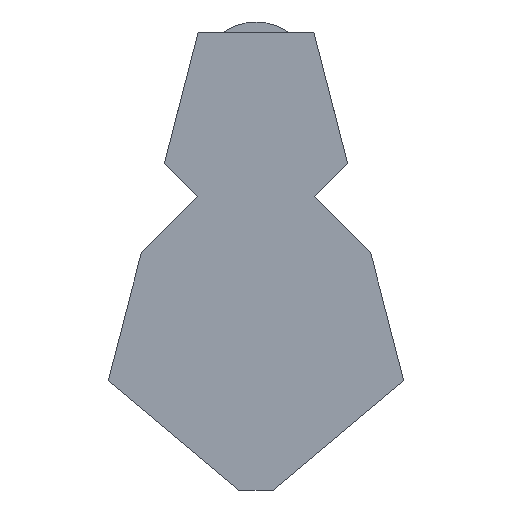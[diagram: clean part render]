
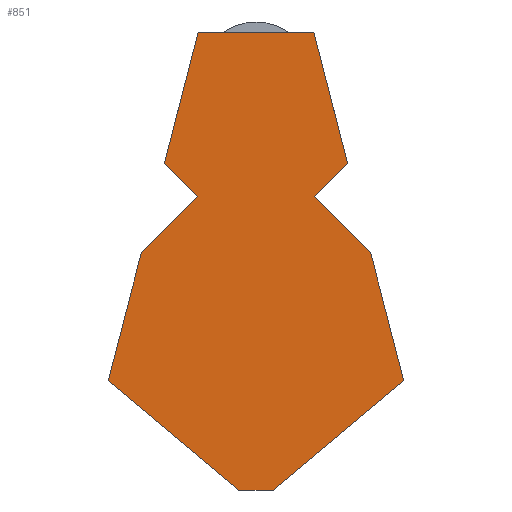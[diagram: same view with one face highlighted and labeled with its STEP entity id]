
A CAD part, left-side view. The second image highlights one B-rep face of the part: STEP entity #851.
In plain terms, the highlighted planar face has unit normal (-1, 0, 0).
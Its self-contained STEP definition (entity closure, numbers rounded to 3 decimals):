
#851=ADVANCED_FACE('',(#985),#917,.T.);
#917=PLANE('',#2596);
#985=FACE_OUTER_BOUND('',#1076,.T.);
#1076=EDGE_LOOP('',(#1741,#1742,#1743,#1744,#1745,#1746,#1747,#1748,#1749,
#1750,#1751,#1752));
#1142=LINE('',#3339,#1278);
#1174=LINE('',#3455,#1310);
#1185=LINE('',#3496,#1321);
#1187=LINE('',#3500,#1323);
#1189=LINE('',#3504,#1325);
#1192=LINE('',#3510,#1328);
#1201=LINE('',#3575,#1337);
#1215=LINE('',#3616,#1351);
#1221=LINE('',#3631,#1357);
#1226=LINE('',#3646,#1362);
#1228=LINE('',#3649,#1364);
#1231=LINE('',#3659,#1367);
#1278=VECTOR('',#2758,1.);
#1310=VECTOR('',#2836,1.);
#1321=VECTOR('',#2867,1.);
#1323=VECTOR('',#2871,1.);
#1325=VECTOR('',#2875,1.);
#1328=VECTOR('',#2880,1.);
#1337=VECTOR('',#2961,1.);
#1351=VECTOR('',#3003,1.);
#1357=VECTOR('',#3019,1.);
#1362=VECTOR('',#3036,1.);
#1364=VECTOR('',#3040,1.);
#1367=VECTOR('',#3055,1.);
#1741=ORIENTED_EDGE('',*,*,#2272,.F.);
#1742=ORIENTED_EDGE('',*,*,#2235,.T.);
#1743=ORIENTED_EDGE('',*,*,#2279,.F.);
#1744=ORIENTED_EDGE('',*,*,#2263,.T.);
#1745=ORIENTED_EDGE('',*,*,#2201,.F.);
#1746=ORIENTED_EDGE('',*,*,#2204,.F.);
#1747=ORIENTED_EDGE('',*,*,#2181,.F.);
#1748=ORIENTED_EDGE('',*,*,#2270,.F.);
#1749=ORIENTED_EDGE('',*,*,#2133,.T.);
#1750=ORIENTED_EDGE('',*,*,#2199,.F.);
#1751=ORIENTED_EDGE('',*,*,#2197,.F.);
#1752=ORIENTED_EDGE('',*,*,#2256,.T.);
#1955=VERTEX_POINT('',#3338);
#1956=VERTEX_POINT('',#3340);
#1981=VERTEX_POINT('',#3447);
#1984=VERTEX_POINT('',#3454);
#1994=VERTEX_POINT('',#3495);
#1995=VERTEX_POINT('',#3497);
#1996=VERTEX_POINT('',#3503);
#1997=VERTEX_POINT('',#3505);
#2019=VERTEX_POINT('',#3576);
#2020=VERTEX_POINT('',#3577);
#2032=VERTEX_POINT('',#3617);
#2036=VERTEX_POINT('',#3632);
#2133=EDGE_CURVE('',#1956,#1955,#1142,.T.);
#2181=EDGE_CURVE('',#1984,#1981,#1174,.T.);
#2197=EDGE_CURVE('',#1994,#1995,#1185,.T.);
#2199=EDGE_CURVE('',#1995,#1955,#1187,.T.);
#2201=EDGE_CURVE('',#1996,#1997,#1189,.T.);
#2204=EDGE_CURVE('',#1981,#1996,#1192,.T.);
#2235=EDGE_CURVE('',#2019,#2020,#1201,.T.);
#2256=EDGE_CURVE('',#1994,#2032,#1215,.T.);
#2263=EDGE_CURVE('',#2036,#1997,#1221,.T.);
#2270=EDGE_CURVE('',#1956,#1984,#1226,.T.);
#2272=EDGE_CURVE('',#2019,#2032,#1228,.T.);
#2279=EDGE_CURVE('',#2036,#2020,#1231,.T.);
#2596=AXIS2_PLACEMENT_3D('',#3660,#3056,#3057);
#2758=DIRECTION('',(0.,0.25,-0.968));
#2836=DIRECTION('',(0.,-0.25,-0.968));
#2867=DIRECTION('',(0.,-0.707,0.707));
#2871=DIRECTION('',(0.,0.707,0.707));
#2875=DIRECTION('',(0.,-0.707,-0.707));
#2880=DIRECTION('',(0.,0.707,-0.707));
#2961=DIRECTION('',(0.,-1.,0.));
#3003=DIRECTION('',(0.,0.25,-0.968));
#3019=DIRECTION('',(0.,0.25,0.968));
#3036=DIRECTION('',(0.,-1.,0.));
#3040=DIRECTION('',(0.,0.766,0.643));
#3055=DIRECTION('',(0.,0.766,-0.643));
#3056=DIRECTION('',(-1.,0.,0.));
#3057=DIRECTION('',(0.,0.,-1.));
#3338=CARTESIAN_POINT('',(-76.5,34.282,-11.003));
#3339=CARTESIAN_POINT('',(-76.5,23.697,30.));
#3340=CARTESIAN_POINT('',(-76.5,21.631,38.));
#3447=CARTESIAN_POINT('',(-76.5,-34.282,-11.003));
#3454=CARTESIAN_POINT('',(-76.5,-21.631,38.));
#3455=CARTESIAN_POINT('',(-76.5,-23.697,30.));
#3495=CARTESIAN_POINT('',(-76.5,42.881,-44.308));
#3496=CARTESIAN_POINT('',(-76.5,0.,-1.427));
#3497=CARTESIAN_POINT('',(-76.5,21.929,-23.356));
#3500=CARTESIAN_POINT('',(-76.5,75.285,30.));
#3503=CARTESIAN_POINT('',(-76.5,-21.929,-23.356));
#3504=CARTESIAN_POINT('',(-76.5,31.427,30.));
#3505=CARTESIAN_POINT('',(-76.5,-42.881,-44.308));
#3510=CARTESIAN_POINT('',(-76.5,0.,-45.285));
#3575=CARTESIAN_POINT('',(-76.5,0.,-133.));
#3576=CARTESIAN_POINT('',(-76.5,6.498,-133.));
#3577=CARTESIAN_POINT('',(-76.5,-6.498,-133.));
#3616=CARTESIAN_POINT('',(-76.5,23.697,30.));
#3617=CARTESIAN_POINT('',(-76.5,55.223,-92.115));
#3631=CARTESIAN_POINT('',(-76.5,-23.697,30.));
#3632=CARTESIAN_POINT('',(-76.5,-55.223,-92.115));
#3646=CARTESIAN_POINT('',(-76.5,0.,38.));
#3649=CARTESIAN_POINT('',(-76.5,0.,-138.453));
#3659=CARTESIAN_POINT('',(-76.5,0.,-138.453));
#3660=CARTESIAN_POINT('',(-76.5,6.498,-133.));
